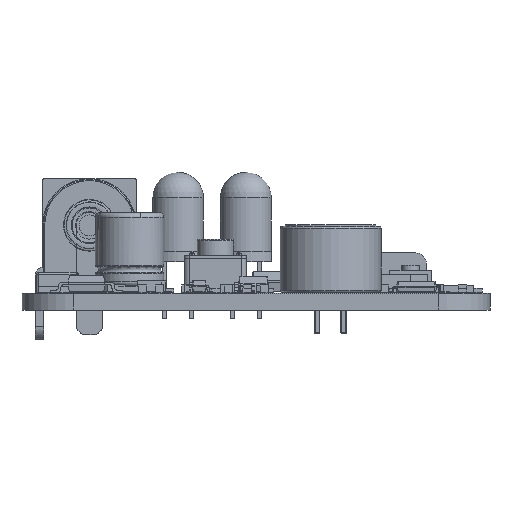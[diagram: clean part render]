
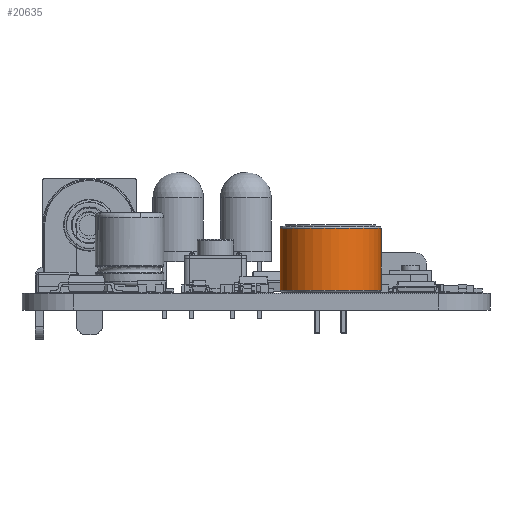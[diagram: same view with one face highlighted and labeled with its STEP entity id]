
A CAD part, left-side view. The second image highlights one B-rep face of the part: STEP entity #20635.
In plain terms, the highlighted cylindrical face has radius 4.85 mm (diameter 9.7 mm), a full revolution.
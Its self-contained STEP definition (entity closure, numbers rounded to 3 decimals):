
#20604 = EDGE_CURVE('',#20605,#20607,#20609,.T.);
#20605 = VERTEX_POINT('',#20606);
#20606 = CARTESIAN_POINT('',(3.,1.25,0.25));
#20607 = VERTEX_POINT('',#20608);
#20608 = CARTESIAN_POINT('',(-1.85,-3.6,0.25));
#20609 = CIRCLE('',#20610,4.85);
#20610 = AXIS2_PLACEMENT_3D('',#20611,#20612,#20613);
#20611 = CARTESIAN_POINT('',(-1.85,1.25,0.25));
#20612 = DIRECTION('',(0.,0.,1.));
#20613 = DIRECTION('',(0.,-1.,0.));
#20624 = EDGE_CURVE('',#20607,#20605,#20625,.T.);
#20625 = CIRCLE('',#20626,4.85);
#20626 = AXIS2_PLACEMENT_3D('',#20627,#20628,#20629);
#20627 = CARTESIAN_POINT('',(-1.85,1.25,0.25));
#20628 = DIRECTION('',(0.,0.,1.));
#20629 = DIRECTION('',(0.,-1.,0.));
#20635 = ADVANCED_FACE('',(#20636),#20665,.T.);
#20636 = FACE_BOUND('',#20637,.T.);
#20637 = EDGE_LOOP('',(#20638,#20649,#20656,#20662,#20663,#20664));
#20638 = ORIENTED_EDGE('',*,*,#20639,.F.);
#20639 = EDGE_CURVE('',#20640,#20642,#20644,.T.);
#20640 = VERTEX_POINT('',#20641);
#20641 = CARTESIAN_POINT('',(3.,1.25,6.2));
#20642 = VERTEX_POINT('',#20643);
#20643 = CARTESIAN_POINT('',(-1.85,-3.6,6.2));
#20644 = CIRCLE('',#20645,4.85);
#20645 = AXIS2_PLACEMENT_3D('',#20646,#20647,#20648);
#20646 = CARTESIAN_POINT('',(-1.85,1.25,6.2));
#20647 = DIRECTION('',(0.,0.,1.));
#20648 = DIRECTION('',(0.,-1.,0.));
#20649 = ORIENTED_EDGE('',*,*,#20650,.F.);
#20650 = EDGE_CURVE('',#20642,#20640,#20651,.T.);
#20651 = CIRCLE('',#20652,4.85);
#20652 = AXIS2_PLACEMENT_3D('',#20653,#20654,#20655);
#20653 = CARTESIAN_POINT('',(-1.85,1.25,6.2));
#20654 = DIRECTION('',(0.,0.,1.));
#20655 = DIRECTION('',(0.,-1.,0.));
#20656 = ORIENTED_EDGE('',*,*,#20657,.T.);
#20657 = EDGE_CURVE('',#20642,#20607,#20658,.T.);
#20658 = LINE('',#20659,#20660);
#20659 = CARTESIAN_POINT('',(-1.85,-3.6,3.225));
#20660 = VECTOR('',#20661,1.);
#20661 = DIRECTION('',(0.,0.,-1.));
#20662 = ORIENTED_EDGE('',*,*,#20624,.T.);
#20663 = ORIENTED_EDGE('',*,*,#20604,.T.);
#20664 = ORIENTED_EDGE('',*,*,#20657,.F.);
#20665 = CYLINDRICAL_SURFACE('',#20666,4.85);
#20666 = AXIS2_PLACEMENT_3D('',#20667,#20668,#20669);
#20667 = CARTESIAN_POINT('',(-1.85,1.25,3.225));
#20668 = DIRECTION('',(0.,0.,1.));
#20669 = DIRECTION('',(0.,1.,0.));
